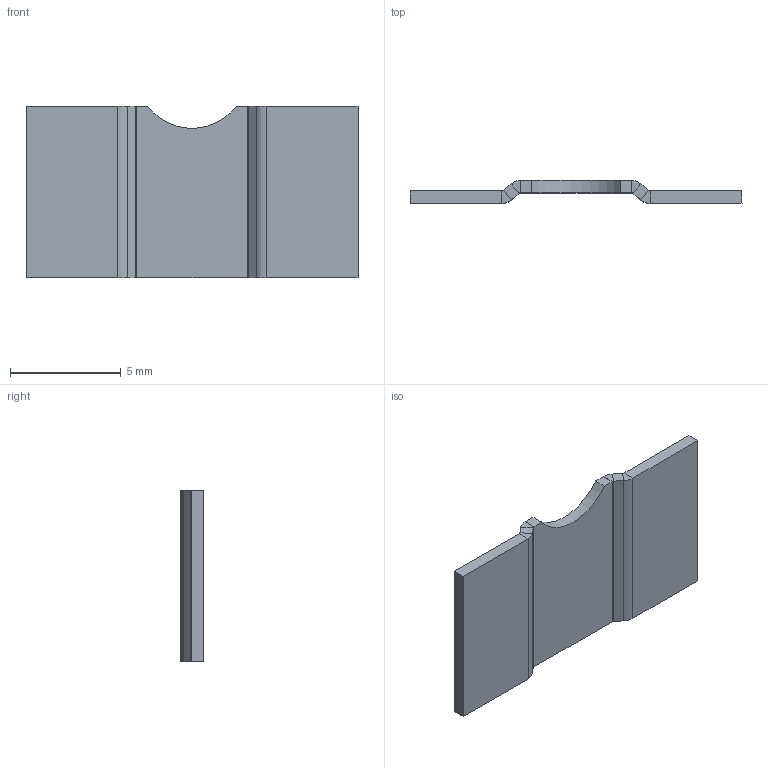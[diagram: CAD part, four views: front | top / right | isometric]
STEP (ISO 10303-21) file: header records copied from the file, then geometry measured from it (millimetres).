
FILE_DESCRIPTION((''),'2;1');
FILE_NAME('CSS2H-5930_ASM','2016-03-18T',('adrianaca'),(''),'PRO/ENGINEER BY PARAMETRIC TECHNOLOGY CORPORATION, 2012230','PRO/ENGINEER BY PARAMETRIC TECHNOLOGY CORPORATION, 2012230','');
FILE_SCHEMA(('CONFIG_CONTROL_DESIGN'));
Length unit declared in the file: millimetre
Products named in the file (6): MANIFOLD_SOLID_BREP_450; MANIFOLD_SOLID_BREP_896; COPPER2_4_ASM; RESISTIVE5930_6; 3D-MODEL-TEXT2_ASM_3_ASM; CSS2H-5930_ASM
Assembly tree (5 placements, depth 4):
  CSS2H-5930_ASM
    3D-MODEL-TEXT2_ASM_3_ASM
      COPPER2_4_ASM
        MANIFOLD_SOLID_BREP_450
        MANIFOLD_SOLID_BREP_896
      RESISTIVE5930_6
Bounding box: 14.98 x 1.04 x 7.75 mm (x, y, z)
Volume: 64.7 mm3; surface area: 274.8 mm2
Topology: 3 solids, 3 shells, 44 faces, 93 edges, 66 vertices
Faces by surface type: plane 35, cylinder 9
Entity records: 1356 total; most frequent: DIRECTION 247, CARTESIAN_POINT 221, ORIENTED_EDGE 180, EDGE_CURVE 90, AXIS2_PLACEMENT_3D 86, VECTOR 75, LINE 75, VERTEX_POINT 52
